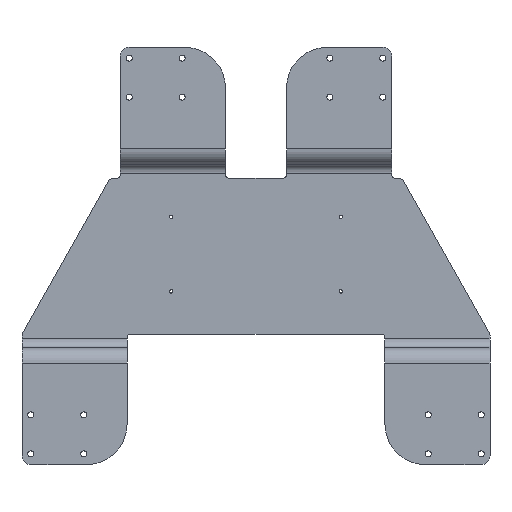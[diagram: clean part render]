
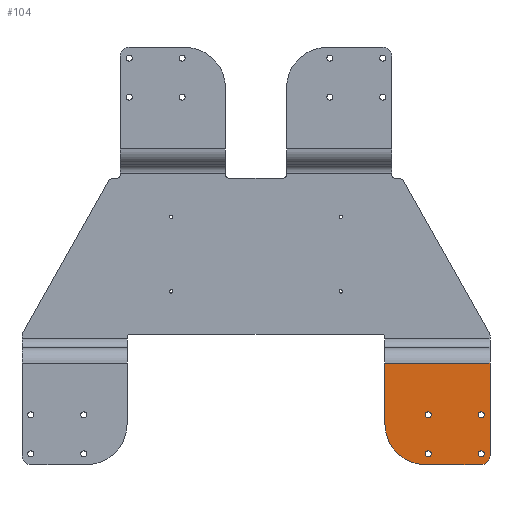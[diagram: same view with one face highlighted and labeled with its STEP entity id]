
A CAD part, top view. The second image highlights one B-rep face of the part: STEP entity #104.
In plain terms, the highlighted planar face has unit normal (0, 0, 1).
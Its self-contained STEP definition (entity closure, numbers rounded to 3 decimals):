
#104=ADVANCED_FACE('',(#247,#248,#249,#250,#251),#252,.F.);
#247=FACE_BOUND('',#487,.T.);
#248=FACE_BOUND('',#488,.T.);
#249=FACE_BOUND('',#489,.T.);
#250=FACE_BOUND('',#490,.T.);
#251=FACE_OUTER_BOUND('',#491,.T.);
#252=PLANE('',#492);
#487=EDGE_LOOP('',(#917));
#488=EDGE_LOOP('',(#918));
#489=EDGE_LOOP('',(#919));
#490=EDGE_LOOP('',(#920));
#491=EDGE_LOOP('',(#921,#922,#923,#924,#925,#926));
#492=AXIS2_PLACEMENT_3D('',#927,#928,#929);
#917=ORIENTED_EDGE('',*,*,#1546,.T.);
#918=ORIENTED_EDGE('',*,*,#1547,.T.);
#919=ORIENTED_EDGE('',*,*,#1548,.T.);
#920=ORIENTED_EDGE('',*,*,#1549,.T.);
#921=ORIENTED_EDGE('',*,*,#1550,.F.);
#922=ORIENTED_EDGE('',*,*,#1531,.T.);
#923=ORIENTED_EDGE('',*,*,#1538,.F.);
#924=ORIENTED_EDGE('',*,*,#1524,.T.);
#925=ORIENTED_EDGE('',*,*,#1551,.F.);
#926=ORIENTED_EDGE('',*,*,#1508,.T.);
#927=CARTESIAN_POINT('',(945.938,-135.0,27.354));
#928=DIRECTION('',(0.0,0.0,-1.0));
#929=DIRECTION('',(0.0,1.0,0.0));
#1508=EDGE_CURVE('',#1851,#1849,#1852,.T.);
#1524=EDGE_CURVE('',#1872,#1873,#1874,.F.);
#1531=EDGE_CURVE('',#1886,#1884,#1887,.F.);
#1538=EDGE_CURVE('',#1872,#1884,#1894,.T.);
#1546=EDGE_CURVE('',#1906,#1906,#1907,.T.);
#1547=EDGE_CURVE('',#1908,#1908,#1909,.T.);
#1548=EDGE_CURVE('',#1910,#1910,#1911,.T.);
#1549=EDGE_CURVE('',#1912,#1912,#1913,.T.);
#1550=EDGE_CURVE('',#1886,#1849,#1914,.T.);
#1551=EDGE_CURVE('',#1851,#1873,#1915,.T.);
#1849=VERTEX_POINT('',#2324);
#1851=VERTEX_POINT('',#2326);
#1852=LINE('',#2327,#2328);
#1872=VERTEX_POINT('',#2356);
#1873=VERTEX_POINT('',#2357);
#1874=CIRCLE('',#2358,13.0);
#1884=VERTEX_POINT('',#2371);
#1886=VERTEX_POINT('',#2374);
#1887=CIRCLE('',#2375,60.0);
#1894=LINE('',#2388,#2389);
#1906=VERTEX_POINT('',#2404);
#1907=CIRCLE('',#2405,4.5);
#1908=VERTEX_POINT('',#2406);
#1909=CIRCLE('',#2407,4.5);
#1910=VERTEX_POINT('',#2408);
#1911=CIRCLE('',#2409,4.5);
#1912=VERTEX_POINT('',#2410);
#1913=CIRCLE('',#2411,4.5);
#1914=LINE('',#2412,#2413);
#1915=LINE('',#2414,#2415);
#2324=CARTESIAN_POINT('',(790.938,-158.0,27.354));
#2326=CARTESIAN_POINT('',(945.938,-158.0,27.354));
#2327=CARTESIAN_POINT('',(945.938,-158.0,27.354));
#2328=VECTOR('',#2826,1.0);
#2356=CARTESIAN_POINT('',(932.938,-307.5,27.354));
#2357=CARTESIAN_POINT('',(945.938,-294.5,27.354));
#2358=AXIS2_PLACEMENT_3D('',#2856,#2857,#2858);
#2371=CARTESIAN_POINT('',(850.938,-307.5,27.354));
#2374=CARTESIAN_POINT('',(790.938,-247.5,27.354));
#2375=AXIS2_PLACEMENT_3D('',#2869,#2870,#2871);
#2388=CARTESIAN_POINT('',(945.938,-307.5,27.354));
#2389=VECTOR('',#2878,1.0);
#2404=CARTESIAN_POINT('',(937.438,-291.75,27.354));
#2405=AXIS2_PLACEMENT_3D('',#2894,#2895,#2896);
#2406=CARTESIAN_POINT('',(859.438,-291.75,27.354));
#2407=AXIS2_PLACEMENT_3D('',#2897,#2898,#2899);
#2408=CARTESIAN_POINT('',(937.438,-234.25,27.354));
#2409=AXIS2_PLACEMENT_3D('',#2900,#2901,#2902);
#2410=CARTESIAN_POINT('',(859.438,-234.25,27.354));
#2411=AXIS2_PLACEMENT_3D('',#2903,#2904,#2905);
#2412=CARTESIAN_POINT('',(790.938,-135.0,27.354));
#2413=VECTOR('',#2906,1.0);
#2414=CARTESIAN_POINT('',(945.938,-135.0,27.354));
#2415=VECTOR('',#2907,1.0);
#2826=DIRECTION('',(-1.0,0.0,0.0));
#2856=CARTESIAN_POINT('',(932.938,-294.5,27.354));
#2857=DIRECTION('',(0.0,0.0,-1.0));
#2858=DIRECTION('',(-1.0,0.0,0.0));
#2869=CARTESIAN_POINT('',(850.938,-247.5,27.354));
#2870=DIRECTION('',(0.0,0.0,-1.0));
#2871=DIRECTION('',(-1.0,0.0,0.0));
#2878=DIRECTION('',(-1.0,0.0,0.0));
#2894=CARTESIAN_POINT('',(932.938,-291.75,27.354));
#2895=DIRECTION('',(0.0,0.0,-1.0));
#2896=DIRECTION('',(1.0,0.0,0.0));
#2897=CARTESIAN_POINT('',(854.938,-291.75,27.354));
#2898=DIRECTION('',(0.0,0.0,-1.0));
#2899=DIRECTION('',(1.0,0.0,0.0));
#2900=CARTESIAN_POINT('',(932.938,-234.25,27.354));
#2901=DIRECTION('',(0.0,0.0,-1.0));
#2902=DIRECTION('',(1.0,0.0,0.0));
#2903=CARTESIAN_POINT('',(854.938,-234.25,27.354));
#2904=DIRECTION('',(0.0,0.0,-1.0));
#2905=DIRECTION('',(1.0,0.0,0.0));
#2906=DIRECTION('',(0.0,1.0,0.0));
#2907=DIRECTION('',(0.0,-1.0,0.0));
